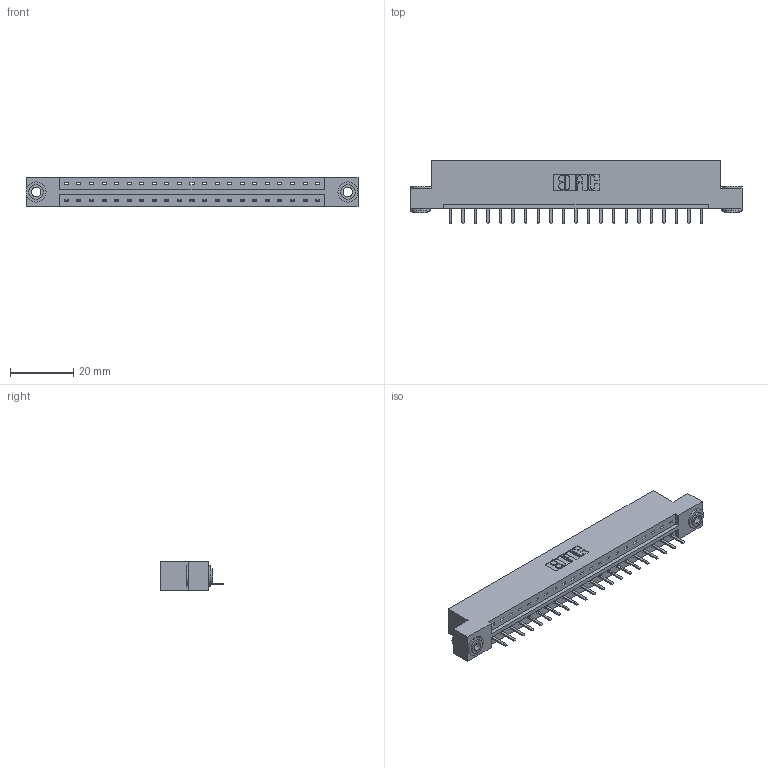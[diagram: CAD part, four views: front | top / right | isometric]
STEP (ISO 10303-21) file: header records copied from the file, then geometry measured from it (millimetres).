
FILE_DESCRIPTION (( 'STEP AP203' ), '1' );
FILE_NAME ('833-021-520-103.STEP', '2020-06-01T14:32:47', ( '' ), ( '' ), 'SwSTEP 2.0', 'SolidWorks 2020', '' );
FILE_SCHEMA (( 'CONFIG_CONTROL_DESIGN' ));
Length unit declared in the file: inch
Products named in the file (4): 833-021-520-103; 345-292-001_345-293-120; 833 Part_Flush - .156 Dia - TH; 345-250-002_345-250-002-102
Assembly tree (24 placements, depth 2):
  833-021-520-103
    833 Part_Flush - .156 Dia - TH
    345-292-001_345-293-120  x21
    345-250-002_345-250-002-102  x2
Bounding box: 104.75 x 20.02 x 9.4 mm (x, y, z)
Volume: 10319.2 mm3; surface area: 11043.4 mm2
Topology: 24 solids, 24 shells, 1454 faces, 4251 edges, 2774 vertices
Faces by surface type: plane 1004, cylinder 442, cone 8
Entity records: 16318 total; most frequent: CARTESIAN_POINT 2808, ORIENTED_EDGE 2746, DIRECTION 2433, EDGE_CURVE 1373, LINE 1217, VECTOR 1217, VERTEX_POINT 910, AXIS2_PLACEMENT_3D 608
